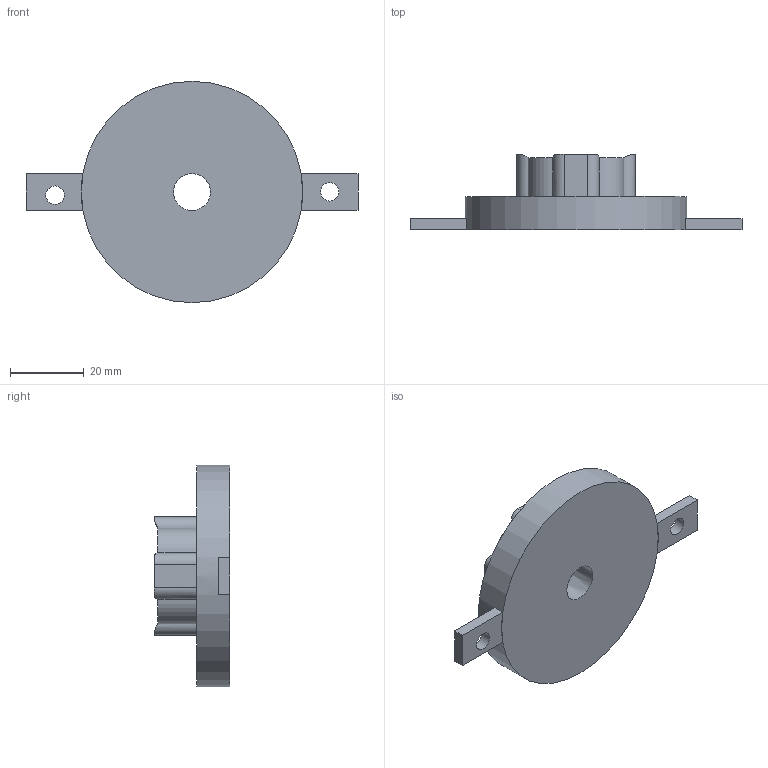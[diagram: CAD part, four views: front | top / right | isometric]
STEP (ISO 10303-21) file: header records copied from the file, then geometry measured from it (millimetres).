
FILE_DESCRIPTION(/* description */ (''),/* implementation_level */ '2;1');
FILE_NAME(/* name */ 'Sample Holder v12.step',/* time_stamp */ '2020-09-17T11:57:34-04:00',/* author */ (''),/* organization */ (''),/* preprocessor_version */ 'ST-DEVELOPER v18.1',/* originating_system */ 'Autodesk Translation Framework v9.3.0.1241',/* authorisation */ '');
FILE_SCHEMA (('AUTOMOTIVE_DESIGN { 1 0 10303 214 3 1 1 }'));
Length unit declared in the file: millimetre
Products named in the file (1): Sample Holder
Bounding box: 90 x 20.5 x 60 mm (x, y, z)
Volume: 32579.7 mm3; surface area: 9801.7 mm2
Topology: 1 solids, 1 shells, 39 faces, 96 edges, 61 vertices
Faces by surface type: cylinder 19, plane 18, bspline 2
Full cylindrical faces by diameter (mm): 5 x2, 60 x1
Entity records: 1471 total; most frequent: CARTESIAN_POINT 505, ORIENTED_EDGE 192, DIRECTION 189, EDGE_CURVE 96, AXIS2_PLACEMENT_3D 66, VERTEX_POINT 61, LINE 57, VECTOR 57
